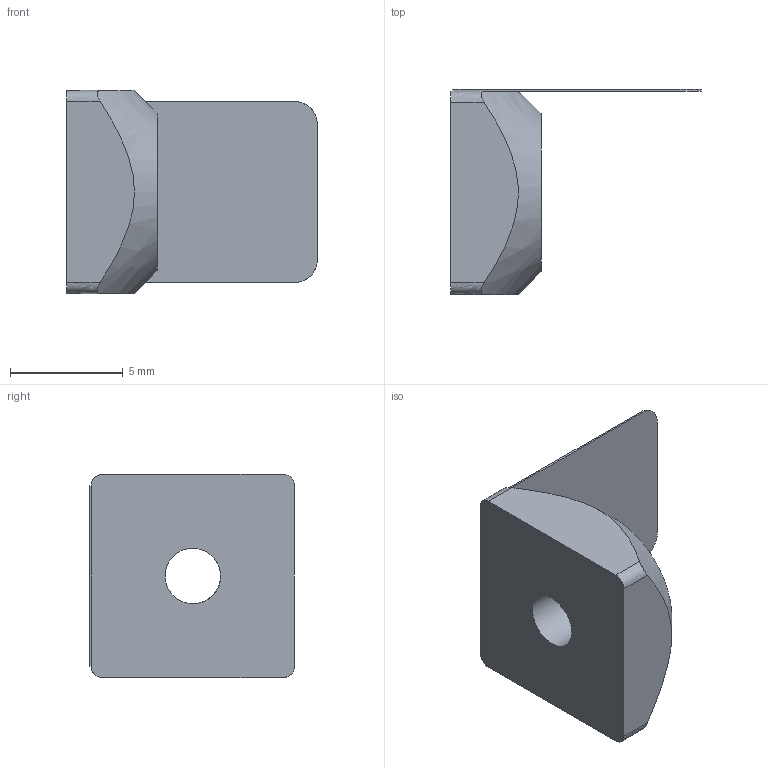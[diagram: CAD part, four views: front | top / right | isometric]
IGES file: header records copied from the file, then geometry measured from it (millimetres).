
Global section: file name: 210632; native system: Autodesk Inventor 2018; preprocessor: unknown; author: Špaček,9; organization: HAlutec KK; date: 20190709.070613; units: millimetre
Bounding box: 11.1 x 9.07 x 9 mm (x, y, z)
Volume: 271 mm3; surface area: 423.9 mm2
Topology: 1 solids, 1 shells, 20 faces, 52 edges, 34 vertices
Faces by surface type: bspline 20
